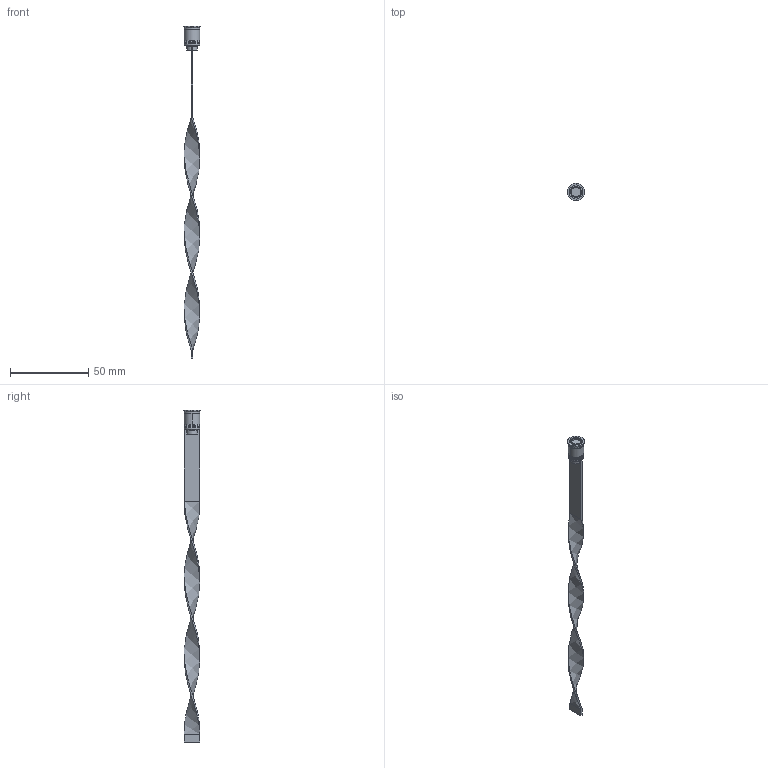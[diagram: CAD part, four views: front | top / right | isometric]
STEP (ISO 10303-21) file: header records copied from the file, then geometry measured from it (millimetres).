
FILE_DESCRIPTION (( 'STEP AP203' ), '1' );
FILE_NAME ('e4b4.STEP', '2026-02-26T11:11:19', ( '' ), ( '' ), 'SwSTEP 2.0', 'SolidWorks 2019', '' );
FILE_SCHEMA (( 'CONFIG_CONTROL_DESIGN' ));
Length unit declared in the file: millimetre
Products named in the file (1): e4b4
Bounding box: 11 x 11 x 212.5 mm (x, y, z)
Volume: 3124.4 mm3; surface area: 5476.6 mm2
Topology: 3 solids, 3 shells, 96 faces, 213 edges, 129 vertices
Faces by surface type: plane 44, cylinder 23, torus 14, cone 11, bspline 4
Entity records: 3977 total; most frequent: CARTESIAN_POINT 1775, DIRECTION 466, ORIENTED_EDGE 426, EDGE_CURVE 213, AXIS2_PLACEMENT_3D 184, VERTEX_POINT 129, EDGE_LOOP 102, VECTOR 98
